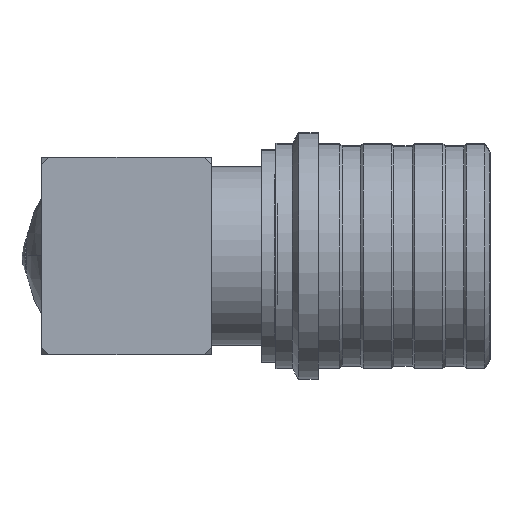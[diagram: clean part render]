
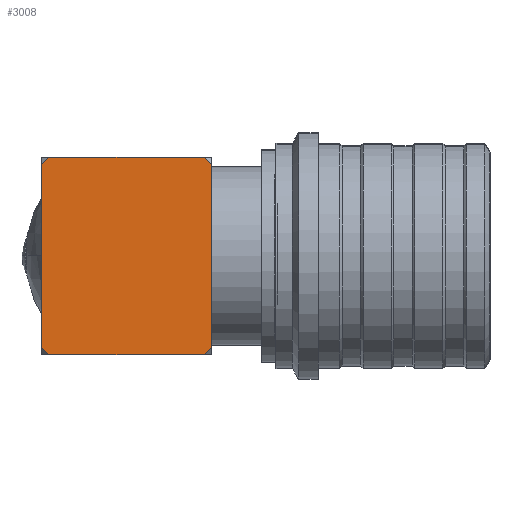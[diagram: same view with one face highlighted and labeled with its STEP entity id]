
A CAD part, left-side view. The second image highlights one B-rep face of the part: STEP entity #3008.
In plain terms, the highlighted face is planar.
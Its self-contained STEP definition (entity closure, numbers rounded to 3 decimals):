
#22 = LINE ( 'NONE', #1843, #5532 ) ;
#91 = CARTESIAN_POINT ( 'NONE',  ( 0.3, 4.2, 4.2 ) ) ;
#141 = CARTESIAN_POINT ( 'NONE',  ( 0., 4.2, -3.9 ) ) ;
#334 = CARTESIAN_POINT ( 'NONE',  ( -0.45, 4.2, 3.45 ) ) ;
#396 = ORIENTED_EDGE ( 'NONE', *, *, #4479, .F. ) ;
#449 = DIRECTION ( 'NONE',  ( -0.707, 0., 0.707 ) ) ;
#483 = CARTESIAN_POINT ( 'NONE',  ( 11.25, 4.2, -0.15 ) ) ;
#776 = VECTOR ( 'NONE', #6750, 1000. ) ;
#831 = CARTESIAN_POINT ( 'NONE',  ( 6.9, 4.2, 4.2 ) ) ;
#850 = EDGE_CURVE ( 'NONE', #5342, #1443, #2110, .T. ) ;
#1068 = EDGE_CURVE ( 'NONE', #2279, #4459, #22, .T. ) ;
#1400 = LINE ( 'NONE', #3690, #6335 ) ;
#1443 = VERTEX_POINT ( 'NONE', #4064 ) ;
#1511 = DIRECTION ( 'NONE',  ( 0.707, 0., -0.707 ) ) ;
#1559 = VERTEX_POINT ( 'NONE', #6113 ) ;
#1582 = LINE ( 'NONE', #483, #4186 ) ;
#1637 = VECTOR ( 'NONE', #3933, 1000. ) ;
#1671 = LINE ( 'NONE', #4053, #1637 ) ;
#1821 = EDGE_CURVE ( 'NONE', #6560, #6141, #1671, .T. ) ;
#1843 = CARTESIAN_POINT ( 'NONE',  ( 7.05, 4.2, -4.05 ) ) ;
#2110 = LINE ( 'NONE', #3233, #7113 ) ;
#2279 = VERTEX_POINT ( 'NONE', #2889 ) ;
#2889 = CARTESIAN_POINT ( 'NONE',  ( 6.9, 4.2, -4.2 ) ) ;
#3008 = ADVANCED_FACE ( 'NONE', ( #6449 ), #4213, .T. ) ;
#3185 = DIRECTION ( 'NONE',  ( -1., 0., 0. ) ) ;
#3233 = CARTESIAN_POINT ( 'NONE',  ( 3.75, 4.2, -7.65 ) ) ;
#3245 = LINE ( 'NONE', #334, #776 ) ;
#3516 = EDGE_CURVE ( 'NONE', #7394, #6560, #1582, .T. ) ;
#3632 = CARTESIAN_POINT ( 'NONE',  ( 7.2, 4.2, -4.2 ) ) ;
#3690 = CARTESIAN_POINT ( 'NONE',  ( 7.2, 4.2, -4.2 ) ) ;
#3703 = CARTESIAN_POINT ( 'NONE',  ( 7.2, 4.2, -4.2 ) ) ;
#3933 = DIRECTION ( 'NONE',  ( -1., 0., 0. ) ) ;
#3952 = VECTOR ( 'NONE', #7360, 1000. ) ;
#4053 = CARTESIAN_POINT ( 'NONE',  ( 7.2, 4.2, 4.2 ) ) ;
#4064 = CARTESIAN_POINT ( 'NONE',  ( 0.3, 4.2, -4.2 ) ) ;
#4087 = EDGE_CURVE ( 'NONE', #1559, #5342, #6674, .T. ) ;
#4186 = VECTOR ( 'NONE', #449, 1000. ) ;
#4193 = ORIENTED_EDGE ( 'NONE', *, *, #3516, .F. ) ;
#4213 = PLANE ( 'NONE',  #7082 ) ;
#4442 = CARTESIAN_POINT ( 'NONE',  ( 0., 4.2, -4.2 ) ) ;
#4459 = VERTEX_POINT ( 'NONE', #4890 ) ;
#4461 = ORIENTED_EDGE ( 'NONE', *, *, #850, .F. ) ;
#4479 = EDGE_CURVE ( 'NONE', #6141, #1559, #3245, .T. ) ;
#4841 = CARTESIAN_POINT ( 'NONE',  ( 7.2, 4.2, 3.9 ) ) ;
#4890 = CARTESIAN_POINT ( 'NONE',  ( 7.2, 4.2, -3.9 ) ) ;
#5021 = EDGE_CURVE ( 'NONE', #7394, #4459, #6532, .T. ) ;
#5112 = EDGE_LOOP ( 'NONE', ( #4193, #5689, #7477, #5859, #4461, #6179, #396, #7070 ) ) ;
#5342 = VERTEX_POINT ( 'NONE', #141 ) ;
#5382 = DIRECTION ( 'NONE',  ( 1., 0., 0. ) ) ;
#5507 = DIRECTION ( 'NONE',  ( 0., 0., -1. ) ) ;
#5532 = VECTOR ( 'NONE', #5978, 1000. ) ;
#5689 = ORIENTED_EDGE ( 'NONE', *, *, #5021, .T. ) ;
#5859 = ORIENTED_EDGE ( 'NONE', *, *, #7448, .T. ) ;
#5978 = DIRECTION ( 'NONE',  ( 0.707, 0., 0.707 ) ) ;
#6113 = CARTESIAN_POINT ( 'NONE',  ( 0., 4.2, 3.9 ) ) ;
#6141 = VERTEX_POINT ( 'NONE', #91 ) ;
#6179 = ORIENTED_EDGE ( 'NONE', *, *, #4087, .F. ) ;
#6335 = VECTOR ( 'NONE', #3185, 1000. ) ;
#6449 = FACE_OUTER_BOUND ( 'NONE', #5112, .T. ) ;
#6527 = DIRECTION ( 'NONE',  ( 0., 1., 0. ) ) ;
#6532 = LINE ( 'NONE', #3632, #3952 ) ;
#6560 = VERTEX_POINT ( 'NONE', #831 ) ;
#6674 = LINE ( 'NONE', #4442, #6735 ) ;
#6735 = VECTOR ( 'NONE', #5507, 1000. ) ;
#6750 = DIRECTION ( 'NONE',  ( -0.707, 0., -0.707 ) ) ;
#7070 = ORIENTED_EDGE ( 'NONE', *, *, #1821, .F. ) ;
#7082 = AXIS2_PLACEMENT_3D ( 'NONE', #3703, #6527, #5382 ) ;
#7113 = VECTOR ( 'NONE', #1511, 1000. ) ;
#7360 = DIRECTION ( 'NONE',  ( 0., 0., -1. ) ) ;
#7394 = VERTEX_POINT ( 'NONE', #4841 ) ;
#7448 = EDGE_CURVE ( 'NONE', #2279, #1443, #1400, .T. ) ;
#7477 = ORIENTED_EDGE ( 'NONE', *, *, #1068, .F. ) ;
